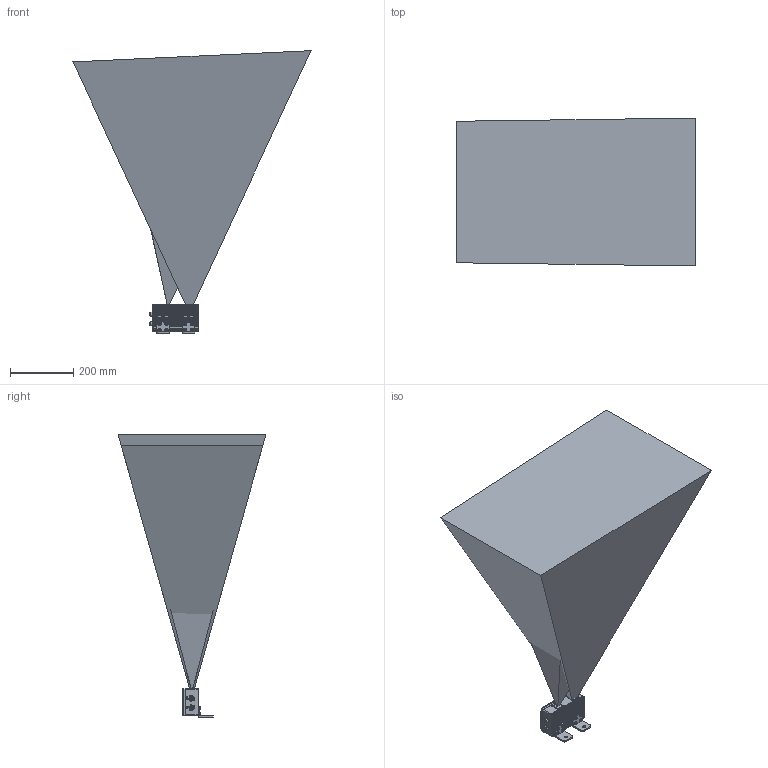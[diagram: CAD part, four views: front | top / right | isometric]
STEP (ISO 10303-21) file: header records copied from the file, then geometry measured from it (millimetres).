
FILE_DESCRIPTION (( 'STEP AP214' ), '1' );
FILE_NAME ('FOV model-Mech-Eye Nano-V3.STEP', '2021-10-27T08:55:12', ( '' ), ( '' ), 'SwSTEP 2.0', 'SolidWorks 2017', '' );
FILE_SCHEMA (( 'AUTOMOTIVE_DESIGN' ));
Length unit declared in the file: millimetre
Products named in the file (1): FOV model-Mech-Eye  Nano-V3
Bounding box: 750.17 x 465.92 x 890.61 mm (x, y, z)
Volume: 159805317 mm3; surface area: 2866589.5 mm2
Topology: 68 solids, 68 shells, 5920 faces, 16371 edges, 10864 vertices
Faces by surface type: plane 3580, cylinder 1259, bspline 982, cone 99
Full cylindrical faces by diameter (mm): 0.8 x8, 1.2 x6, 2 x10, 2.4 x8, 2.5 x13, 3 x9, 3.2 x2, 3.3 x8, 3.5 x8, 4.2 x8, 4.8 x8, 5.2 x4, 5.5 x8, 7 x1, 7.7 x8, 9 x2, 10 x12, 11.4 x2, 13 x2, 23 x2, 25 x2, 25.3 x2
Entity records: 251285 total; most frequent: CARTESIAN_POINT 98520, ORIENTED_EDGE 32266, DIRECTION 24539, EDGE_CURVE 16133, VERTEX_POINT 10828, LINE 9543, VECTOR 9543, AXIS2_PLACEMENT_3D 7498
